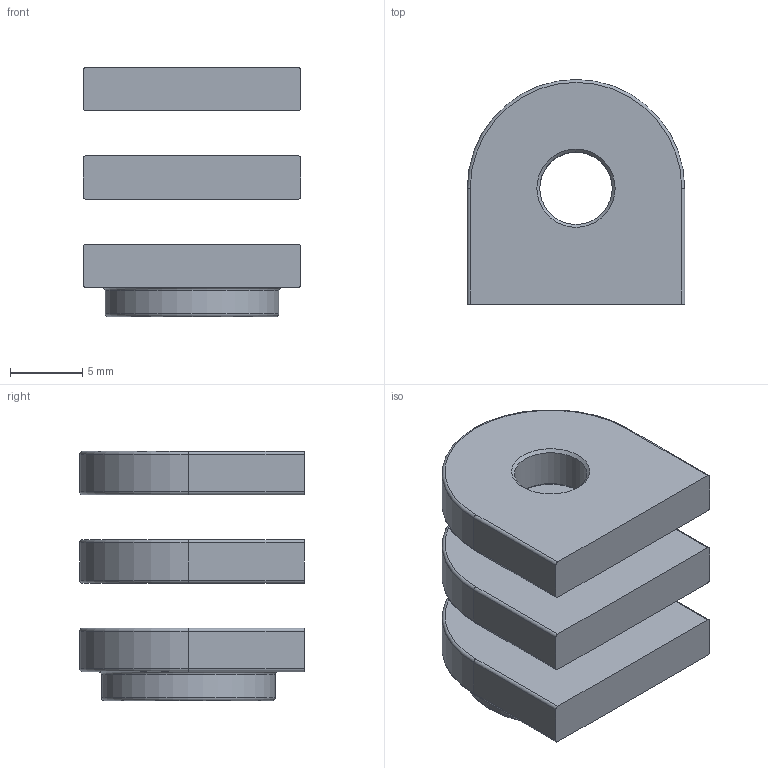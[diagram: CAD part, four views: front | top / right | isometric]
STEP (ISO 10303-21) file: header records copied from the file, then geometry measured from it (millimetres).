
FILE_DESCRIPTION(/* description */ (''),/* implementation_level */ '2;1');
FILE_NAME(/* name */ 'camera_bracket_female.stp',/* time_stamp */ '2019-07-07T14:32:08+02:00',/* author */ ('ZEUSLAP'),/* organization */ (''),/* preprocessor_version */ 'ST-DEVELOPER v16.13',/* originating_system */ 'Autodesk Inventor 2018',/* authorisation */ '');
FILE_SCHEMA (('AUTOMOTIVE_DESIGN { 1 0 10303 214 3 1 1 }'));
Length unit declared in the file: millimetre
Products named in the file (1): camera_bracket_female
Bounding box: 15 x 15.5 x 17.2 mm (x, y, z)
Volume: 1804.3 mm3; surface area: 1859.2 mm2
Topology: 3 solids, 3 shells, 56 faces, 124 edges, 76 vertices
Faces by surface type: plane 23, cylinder 19, torus 8, cone 6
Full cylindrical faces by diameter (mm): 5 x3, 12 x1
Entity records: 1592 total; most frequent: DIRECTION 278, CARTESIAN_POINT 245, ORIENTED_EDGE 224, EDGE_CURVE 112, AXIS2_PLACEMENT_3D 109, EDGE_LOOP 76, VERTEX_POINT 76, LINE 60
